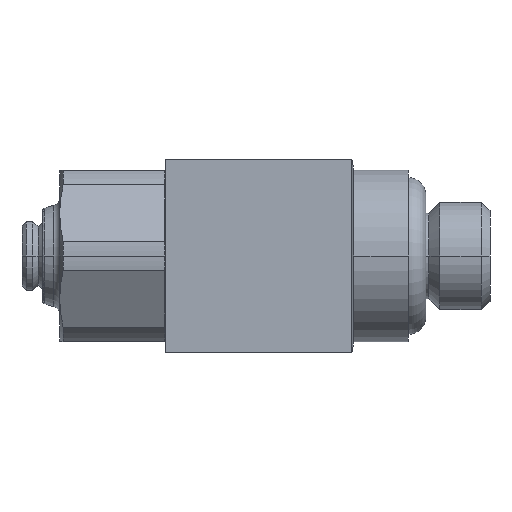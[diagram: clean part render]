
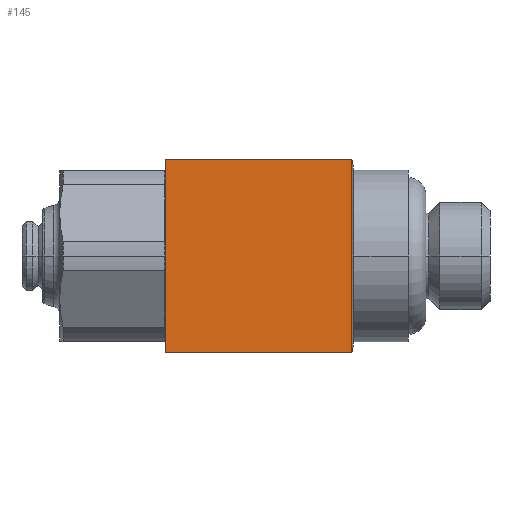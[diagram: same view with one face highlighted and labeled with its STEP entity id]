
A CAD part, left-side view. The second image highlights one B-rep face of the part: STEP entity #145.
In plain terms, the highlighted planar face has unit normal (-1, 0, 0).
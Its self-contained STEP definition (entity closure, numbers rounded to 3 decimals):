
#145=ADVANCED_FACE('',(#374),#375,.F.);
#374=FACE_OUTER_BOUND('',#627,.T.);
#375=PLANE('',#628);
#627=EDGE_LOOP('',(#1455,#1456,#1457,#1458));
#628=AXIS2_PLACEMENT_3D('',#1459,#1460,#1461);
#1455=ORIENTED_EDGE('',*,*,#1888,.T.);
#1456=ORIENTED_EDGE('',*,*,#1891,.F.);
#1457=ORIENTED_EDGE('',*,*,#1893,.T.);
#1458=ORIENTED_EDGE('',*,*,#1894,.F.);
#1459=CARTESIAN_POINT('',(-4.5,10.75,0.0));
#1460=DIRECTION('',(1.0,0.0,0.0));
#1461=DIRECTION('',(0.0,0.0,-1.0));
#1888=EDGE_CURVE('',#2357,#2353,#2358,.T.);
#1891=EDGE_CURVE('',#2360,#2353,#2362,.T.);
#1893=EDGE_CURVE('',#2360,#2364,#2365,.T.);
#1894=EDGE_CURVE('',#2357,#2364,#2366,.T.);
#2353=VERTEX_POINT('',#3284);
#2357=VERTEX_POINT('',#3291);
#2358=LINE('',#3292,#3293);
#2360=VERTEX_POINT('',#3296);
#2362=LINE('',#3299,#3300);
#2364=VERTEX_POINT('',#3303);
#2365=LINE('',#3304,#3305);
#2366=LINE('',#3306,#3307);
#3284=CARTESIAN_POINT('',(-4.5,6.438,4.5));
#3291=CARTESIAN_POINT('',(-4.5,6.438,-4.5));
#3292=CARTESIAN_POINT('',(-4.5,6.438,2.25));
#3293=VECTOR('',#3864,1.0);
#3296=CARTESIAN_POINT('',(-4.5,15.15,4.5));
#3299=CARTESIAN_POINT('',(-4.5,10.75,4.5));
#3300=VECTOR('',#3867,1.0);
#3303=CARTESIAN_POINT('',(-4.5,15.15,-4.5));
#3304=CARTESIAN_POINT('',(-4.5,15.15,0.0));
#3305=VECTOR('',#3869,1.0);
#3306=CARTESIAN_POINT('',(-4.5,10.75,-4.5));
#3307=VECTOR('',#3870,1.0);
#3864=DIRECTION('',(0.0,0.,1.0));
#3867=DIRECTION('',(0.0,-1.0,0.0));
#3869=DIRECTION('',(0.0,0.0,-1.0));
#3870=DIRECTION('',(0.0,1.0,0.0));
